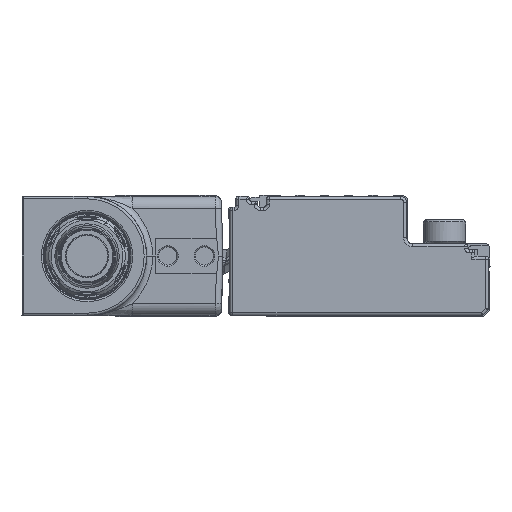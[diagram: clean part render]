
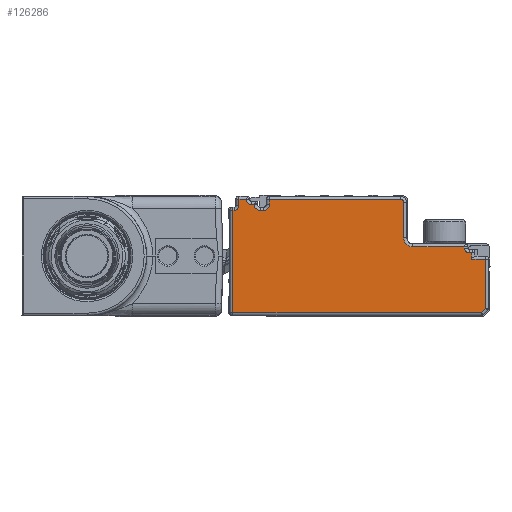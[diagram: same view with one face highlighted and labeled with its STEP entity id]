
A CAD part, left-side view. The second image highlights one B-rep face of the part: STEP entity #126286.
In plain terms, the highlighted planar face has unit normal (-1, 0, 0).
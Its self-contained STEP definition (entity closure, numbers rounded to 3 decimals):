
#124105=AXIS2_PLACEMENT_3D('Circle Axis2P3D',#124103,#124104,$) ;
#124176=AXIS2_PLACEMENT_3D('Circle Axis2P3D',#124174,#124175,$) ;
#124280=AXIS2_PLACEMENT_3D('Circle Axis2P3D',#124278,#124279,$) ;
#126180=AXIS2_PLACEMENT_3D('Plane Axis2P3D',#126177,#126178,#126179) ;
#126191=AXIS2_PLACEMENT_3D('Circle Axis2P3D',#126189,#126190,$) ;
#126212=AXIS2_PLACEMENT_3D('Circle Axis2P3D',#126210,#126211,$) ;
#126226=AXIS2_PLACEMENT_3D('Circle Axis2P3D',#126224,#126225,$) ;
#126245=AXIS2_PLACEMENT_3D('Circle Axis2P3D',#126243,#126244,$) ;
#123733=CARTESIAN_POINT('Vertex',(-378.,42.3,-7.3)) ;
#123756=CARTESIAN_POINT('Vertex',(-378.,1.407,-7.3)) ;
#123759=CARTESIAN_POINT('Line Origine',(-378.,23.168,-7.3)) ;
#123796=CARTESIAN_POINT('Vertex',(-378.,0.7,-6.593)) ;
#123799=CARTESIAN_POINT('Line Origine',(-378.,-1.246,-4.646)) ;
#124045=CARTESIAN_POINT('Line Origine',(-378.,21.5,11.3)) ;
#124049=CARTESIAN_POINT('Vertex',(-378.,40.1,11.3)) ;
#124051=CARTESIAN_POINT('Vertex',(-378.,41.3,11.3)) ;
#124103=CARTESIAN_POINT('Axis2P3D Location',(-378.,39.3,11.3)) ;
#124107=CARTESIAN_POINT('Vertex',(-378.,39.3,10.5)) ;
#124140=CARTESIAN_POINT('Vertex',(-378.,14.2,10.8)) ;
#124143=CARTESIAN_POINT('Line Origine',(-378.,14.2,2.)) ;
#124147=CARTESIAN_POINT('Vertex',(-378.,14.2,5.)) ;
#124174=CARTESIAN_POINT('Axis2P3D Location',(-378.,12.7,5.)) ;
#124178=CARTESIAN_POINT('Vertex',(-378.,12.7,3.5)) ;
#124206=CARTESIAN_POINT('Vertex',(-378.,4.2,3.5)) ;
#124214=CARTESIAN_POINT('Line Origine',(-378.,21.5,3.5)) ;
#124240=CARTESIAN_POINT('Line Origine',(-378.,4.2,2.)) ;
#124244=CARTESIAN_POINT('Vertex',(-378.,4.2,3.3)) ;
#124278=CARTESIAN_POINT('Axis2P3D Location',(-378.,3.4,3.3)) ;
#124282=CARTESIAN_POINT('Vertex',(-378.,3.4,2.5)) ;
#124310=CARTESIAN_POINT('Vertex',(-378.,3.,2.5)) ;
#124318=CARTESIAN_POINT('Line Origine',(-378.,21.5,2.5)) ;
#126134=CARTESIAN_POINT('Line Origine',(-378.,42.3,2.)) ;
#126138=CARTESIAN_POINT('Vertex',(-378.,42.3,9.5)) ;
#126162=CARTESIAN_POINT('Vertex',(-378.,0.7,1.5)) ;
#126165=CARTESIAN_POINT('Line Origine',(-378.,0.7,2.)) ;
#126177=CARTESIAN_POINT('Axis2P3D Location',(-378.,0.2,-7.8)) ;
#126182=CARTESIAN_POINT('Line Origine',(-378.,3.,2.)) ;
#126186=CARTESIAN_POINT('Vertex',(-378.,3.,1.5)) ;
#126189=CARTESIAN_POINT('Axis2P3D Location',(-378.,14.7,10.8)) ;
#126193=CARTESIAN_POINT('Vertex',(-378.,14.7,11.3)) ;
#126196=CARTESIAN_POINT('Line Origine',(-378.,25.5,11.3)) ;
#126200=CARTESIAN_POINT('Vertex',(-378.,36.3,11.3)) ;
#126203=CARTESIAN_POINT('Line Origine',(-378.,36.3,10.9)) ;
#126207=CARTESIAN_POINT('Vertex',(-378.,36.3,10.5)) ;
#126210=CARTESIAN_POINT('Axis2P3D Location',(-378.,37.3,10.5)) ;
#126214=CARTESIAN_POINT('Vertex',(-378.,37.3,9.5)) ;
#126217=CARTESIAN_POINT('Line Origine',(-378.,37.55,9.5)) ;
#126221=CARTESIAN_POINT('Vertex',(-378.,37.8,9.5)) ;
#126224=CARTESIAN_POINT('Axis2P3D Location',(-378.,37.8,10.5)) ;
#126228=CARTESIAN_POINT('Vertex',(-378.,38.8,10.5)) ;
#126231=CARTESIAN_POINT('Line Origine',(-378.,39.05,10.5)) ;
#126236=CARTESIAN_POINT('Line Origine',(-378.,41.3,10.8)) ;
#126240=CARTESIAN_POINT('Vertex',(-378.,41.3,10.3)) ;
#126243=CARTESIAN_POINT('Axis2P3D Location',(-378.,42.1,10.3)) ;
#126247=CARTESIAN_POINT('Vertex',(-378.,42.1,9.5)) ;
#126250=CARTESIAN_POINT('Line Origine',(-378.,42.2,9.5)) ;
#126255=CARTESIAN_POINT('Line Origine',(-378.,1.85,1.5)) ;
#123760=DIRECTION('Vector Direction',(0.,1.,0.)) ;
#123800=DIRECTION('Vector Direction',(0.,0.707,-0.707)) ;
#124046=DIRECTION('Vector Direction',(0.,-1.,0.)) ;
#124104=DIRECTION('Axis2P3D Direction',(1.,0.,0.)) ;
#124144=DIRECTION('Vector Direction',(0.,0.,-1.)) ;
#124175=DIRECTION('Axis2P3D Direction',(1.,0.,0.)) ;
#124215=DIRECTION('Vector Direction',(0.,-1.,0.)) ;
#124241=DIRECTION('Vector Direction',(0.,0.,1.)) ;
#124279=DIRECTION('Axis2P3D Direction',(1.,0.,0.)) ;
#124319=DIRECTION('Vector Direction',(0.,-1.,0.)) ;
#126135=DIRECTION('Vector Direction',(0.,0.,1.)) ;
#126166=DIRECTION('Vector Direction',(0.,0.,-1.)) ;
#126178=DIRECTION('Axis2P3D Direction',(-1.,0.,0.)) ;
#126179=DIRECTION('Axis2P3D XDirection',(0.,0.,1.)) ;
#126183=DIRECTION('Vector Direction',(0.,0.,1.)) ;
#126190=DIRECTION('Axis2P3D Direction',(-1.,0.,0.)) ;
#126197=DIRECTION('Vector Direction',(0.,1.,0.)) ;
#126204=DIRECTION('Vector Direction',(0.,0.,-1.)) ;
#126211=DIRECTION('Axis2P3D Direction',(-1.,0.,0.)) ;
#126218=DIRECTION('Vector Direction',(0.,1.,0.)) ;
#126225=DIRECTION('Axis2P3D Direction',(-1.,0.,0.)) ;
#126232=DIRECTION('Vector Direction',(0.,-1.,0.)) ;
#126237=DIRECTION('Vector Direction',(0.,0.,-1.)) ;
#126244=DIRECTION('Axis2P3D Direction',(-1.,0.,0.)) ;
#126251=DIRECTION('Vector Direction',(0.,1.,0.)) ;
#126256=DIRECTION('Vector Direction',(0.,1.,0.)) ;
#123761=VECTOR('Line Direction',#123760,1.) ;
#123801=VECTOR('Line Direction',#123800,1.) ;
#124047=VECTOR('Line Direction',#124046,1.) ;
#124145=VECTOR('Line Direction',#124144,1.) ;
#124216=VECTOR('Line Direction',#124215,1.) ;
#124242=VECTOR('Line Direction',#124241,1.) ;
#124320=VECTOR('Line Direction',#124319,1.) ;
#126136=VECTOR('Line Direction',#126135,1.) ;
#126167=VECTOR('Line Direction',#126166,1.) ;
#126184=VECTOR('Line Direction',#126183,1.) ;
#126198=VECTOR('Line Direction',#126197,1.) ;
#126205=VECTOR('Line Direction',#126204,1.) ;
#126219=VECTOR('Line Direction',#126218,1.) ;
#126233=VECTOR('Line Direction',#126232,1.) ;
#126238=VECTOR('Line Direction',#126237,1.) ;
#126252=VECTOR('Line Direction',#126251,1.) ;
#126257=VECTOR('Line Direction',#126256,1.) ;
#126261=ORIENTED_EDGE('',*,*,#126188,.T.) ;
#126262=ORIENTED_EDGE('',*,*,#124322,.T.) ;
#126263=ORIENTED_EDGE('',*,*,#124284,.T.) ;
#126264=ORIENTED_EDGE('',*,*,#124246,.T.) ;
#126265=ORIENTED_EDGE('',*,*,#124218,.T.) ;
#126266=ORIENTED_EDGE('',*,*,#124180,.T.) ;
#126267=ORIENTED_EDGE('',*,*,#124149,.T.) ;
#126268=ORIENTED_EDGE('',*,*,#126195,.T.) ;
#126269=ORIENTED_EDGE('',*,*,#126202,.T.) ;
#126270=ORIENTED_EDGE('',*,*,#126209,.T.) ;
#126271=ORIENTED_EDGE('',*,*,#126216,.T.) ;
#126272=ORIENTED_EDGE('',*,*,#126223,.T.) ;
#126273=ORIENTED_EDGE('',*,*,#126230,.T.) ;
#126274=ORIENTED_EDGE('',*,*,#126235,.T.) ;
#126275=ORIENTED_EDGE('',*,*,#124109,.T.) ;
#126276=ORIENTED_EDGE('',*,*,#124053,.T.) ;
#126277=ORIENTED_EDGE('',*,*,#126242,.T.) ;
#126278=ORIENTED_EDGE('',*,*,#126249,.T.) ;
#126279=ORIENTED_EDGE('',*,*,#126254,.T.) ;
#126280=ORIENTED_EDGE('',*,*,#126140,.T.) ;
#126281=ORIENTED_EDGE('',*,*,#123763,.T.) ;
#126282=ORIENTED_EDGE('',*,*,#123803,.T.) ;
#126283=ORIENTED_EDGE('',*,*,#126169,.T.) ;
#126284=ORIENTED_EDGE('',*,*,#126259,.T.) ;
#126286=ADVANCED_FACE('\X2\FF8AFF9FFF70FF82\X0\ \X2\FF8EFF9EFF83FF9EFF68FF70\X0\',(#126285),#126181,.T.) ;
#124106=CIRCLE('generated circle',#124105,0.8) ;
#124177=CIRCLE('generated circle',#124176,1.5) ;
#124281=CIRCLE('generated circle',#124280,0.8) ;
#126192=CIRCLE('generated circle',#126191,0.5) ;
#126213=CIRCLE('generated circle',#126212,1.) ;
#126227=CIRCLE('generated circle',#126226,1.) ;
#126246=CIRCLE('generated circle',#126245,0.8) ;
#123763=EDGE_CURVE('',#123734,#123757,#123762,.F.) ;
#123803=EDGE_CURVE('',#123757,#123797,#123802,.F.) ;
#124053=EDGE_CURVE('',#124050,#124052,#124048,.F.) ;
#124109=EDGE_CURVE('',#124108,#124050,#124106,.T.) ;
#124149=EDGE_CURVE('',#124148,#124141,#124146,.F.) ;
#124180=EDGE_CURVE('',#124179,#124148,#124177,.T.) ;
#124218=EDGE_CURVE('',#124207,#124179,#124217,.F.) ;
#124246=EDGE_CURVE('',#124245,#124207,#124243,.T.) ;
#124284=EDGE_CURVE('',#124283,#124245,#124281,.T.) ;
#124322=EDGE_CURVE('',#124311,#124283,#124321,.F.) ;
#126140=EDGE_CURVE('',#126139,#123734,#126137,.F.) ;
#126169=EDGE_CURVE('',#123797,#126163,#126168,.F.) ;
#126188=EDGE_CURVE('',#126187,#124311,#126185,.T.) ;
#126195=EDGE_CURVE('',#124141,#126194,#126192,.T.) ;
#126202=EDGE_CURVE('',#126194,#126201,#126199,.T.) ;
#126209=EDGE_CURVE('',#126201,#126208,#126206,.T.) ;
#126216=EDGE_CURVE('',#126208,#126215,#126213,.F.) ;
#126223=EDGE_CURVE('',#126215,#126222,#126220,.T.) ;
#126230=EDGE_CURVE('',#126222,#126229,#126227,.F.) ;
#126235=EDGE_CURVE('',#126229,#124108,#126234,.F.) ;
#126242=EDGE_CURVE('',#124052,#126241,#126239,.T.) ;
#126249=EDGE_CURVE('',#126241,#126248,#126246,.F.) ;
#126254=EDGE_CURVE('',#126248,#126139,#126253,.T.) ;
#126259=EDGE_CURVE('',#126163,#126187,#126258,.T.) ;
#126260=EDGE_LOOP('',(#126261,#126262,#126263,#126264,#126265,#126266,#126267,#126268,#126269,#126270,#126271,#126272,#126273,#126274,#126275,#126276,#126277,#126278,#126279,#126280,#126281,#126282,#126283,#126284)) ;
#126285=FACE_OUTER_BOUND('',#126260,.T.) ;
#123762=LINE('Line',#123759,#123761) ;
#123802=LINE('Line',#123799,#123801) ;
#124048=LINE('Line',#124045,#124047) ;
#124146=LINE('Line',#124143,#124145) ;
#124217=LINE('Line',#124214,#124216) ;
#124243=LINE('Line',#124240,#124242) ;
#124321=LINE('Line',#124318,#124320) ;
#126137=LINE('Line',#126134,#126136) ;
#126168=LINE('Line',#126165,#126167) ;
#126185=LINE('Line',#126182,#126184) ;
#126199=LINE('Line',#126196,#126198) ;
#126206=LINE('Line',#126203,#126205) ;
#126220=LINE('Line',#126217,#126219) ;
#126234=LINE('Line',#126231,#126233) ;
#126239=LINE('Line',#126236,#126238) ;
#126253=LINE('Line',#126250,#126252) ;
#126258=LINE('Line',#126255,#126257) ;
#126181=PLANE('',#126180) ;
#123734=VERTEX_POINT('',#123733) ;
#123757=VERTEX_POINT('',#123756) ;
#123797=VERTEX_POINT('',#123796) ;
#124050=VERTEX_POINT('',#124049) ;
#124052=VERTEX_POINT('',#124051) ;
#124108=VERTEX_POINT('',#124107) ;
#124141=VERTEX_POINT('',#124140) ;
#124148=VERTEX_POINT('',#124147) ;
#124179=VERTEX_POINT('',#124178) ;
#124207=VERTEX_POINT('',#124206) ;
#124245=VERTEX_POINT('',#124244) ;
#124283=VERTEX_POINT('',#124282) ;
#124311=VERTEX_POINT('',#124310) ;
#126139=VERTEX_POINT('',#126138) ;
#126163=VERTEX_POINT('',#126162) ;
#126187=VERTEX_POINT('',#126186) ;
#126194=VERTEX_POINT('',#126193) ;
#126201=VERTEX_POINT('',#126200) ;
#126208=VERTEX_POINT('',#126207) ;
#126215=VERTEX_POINT('',#126214) ;
#126222=VERTEX_POINT('',#126221) ;
#126229=VERTEX_POINT('',#126228) ;
#126241=VERTEX_POINT('',#126240) ;
#126248=VERTEX_POINT('',#126247) ;
